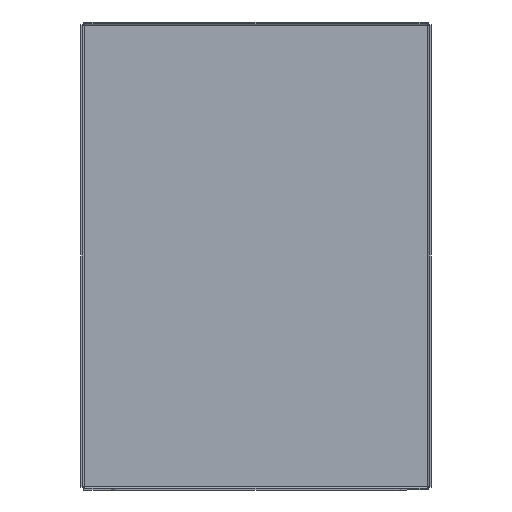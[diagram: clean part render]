
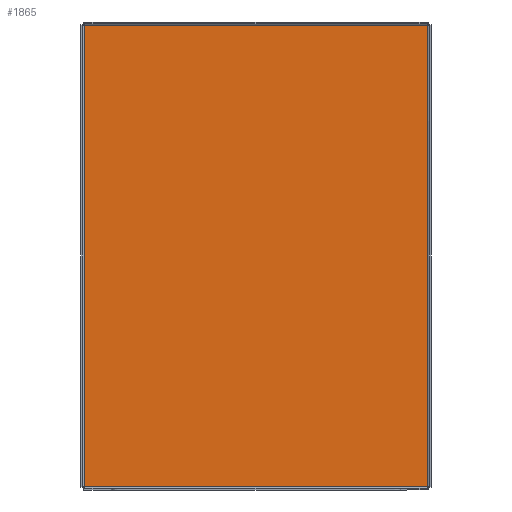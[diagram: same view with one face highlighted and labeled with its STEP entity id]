
A CAD part, left-side view. The second image highlights one B-rep face of the part: STEP entity #1865.
In plain terms, the highlighted planar face has unit normal (-1, 0, 0).
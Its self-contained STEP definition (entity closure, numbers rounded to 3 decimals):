
#12 = VERTEX_POINT ( 'NONE', #1154 ) ;
#32 = ORIENTED_EDGE ( 'NONE', *, *, #1859, .F. ) ;
#35 = VERTEX_POINT ( 'NONE', #1163 ) ;
#133 = ORIENTED_EDGE ( 'NONE', *, *, #351, .F. ) ;
#138 = VECTOR ( 'NONE', #247, 1000. ) ;
#143 = LINE ( 'NONE', #543, #1135 ) ;
#247 = DIRECTION ( 'NONE',  ( 0., 0., 1. ) ) ;
#255 = DIRECTION ( 'NONE',  ( 0., 0., 1. ) ) ;
#322 = CARTESIAN_POINT ( 'NONE',  ( -1.2, -112.3, -150.8 ) ) ;
#349 = CARTESIAN_POINT ( 'NONE',  ( -1.2, -112.3, 151.093 ) ) ;
#351 = EDGE_CURVE ( 'NONE', #646, #1627, #1821, .T. ) ;
#460 = LINE ( 'NONE', #1177, #1727 ) ;
#543 = CARTESIAN_POINT ( 'NONE',  ( -1.2, -112.593, -150.8 ) ) ;
#564 = EDGE_LOOP ( 'NONE', ( #2039, #1744, #133, #32 ) ) ;
#641 = VECTOR ( 'NONE', #2439, 1000. ) ;
#646 = VERTEX_POINT ( 'NONE', #835 ) ;
#835 = CARTESIAN_POINT ( 'NONE',  ( -1.2, -112.3, 150.8 ) ) ;
#837 = FACE_OUTER_BOUND ( 'NONE', #564, .T. ) ;
#1080 = LINE ( 'NONE', #1574, #138 ) ;
#1135 = VECTOR ( 'NONE', #2071, 1000. ) ;
#1154 = CARTESIAN_POINT ( 'NONE',  ( -1.2, 112.3, -150.8 ) ) ;
#1159 = DIRECTION ( 'NONE',  ( 0., -1., 0. ) ) ;
#1163 = CARTESIAN_POINT ( 'NONE',  ( -1.2, 112.3, 150.8 ) ) ;
#1177 = CARTESIAN_POINT ( 'NONE',  ( -1.2, 112.593, 150.8 ) ) ;
#1193 = EDGE_CURVE ( 'NONE', #1627, #12, #143, .T. ) ;
#1566 = PLANE ( 'NONE',  #2182 ) ;
#1574 = CARTESIAN_POINT ( 'NONE',  ( -1.2, 112.3, -151.093 ) ) ;
#1627 = VERTEX_POINT ( 'NONE', #322 ) ;
#1727 = VECTOR ( 'NONE', #1159, 1000. ) ;
#1744 = ORIENTED_EDGE ( 'NONE', *, *, #1193, .F. ) ;
#1753 = CARTESIAN_POINT ( 'NONE',  ( -1.2, 0., 0. ) ) ;
#1755 = EDGE_CURVE ( 'NONE', #12, #35, #1080, .T. ) ;
#1821 = LINE ( 'NONE', #349, #641 ) ;
#1859 = EDGE_CURVE ( 'NONE', #35, #646, #460, .T. ) ;
#1865 = ADVANCED_FACE ( 'NONE', ( #837 ), #1566, .T. ) ;
#2039 = ORIENTED_EDGE ( 'NONE', *, *, #1755, .F. ) ;
#2071 = DIRECTION ( 'NONE',  ( 0., 1., 0. ) ) ;
#2182 = AXIS2_PLACEMENT_3D ( 'NONE', #1753, #2328, #255 ) ;
#2328 = DIRECTION ( 'NONE',  ( -1., 0., 0. ) ) ;
#2439 = DIRECTION ( 'NONE',  ( 0., 0., -1. ) ) ;
